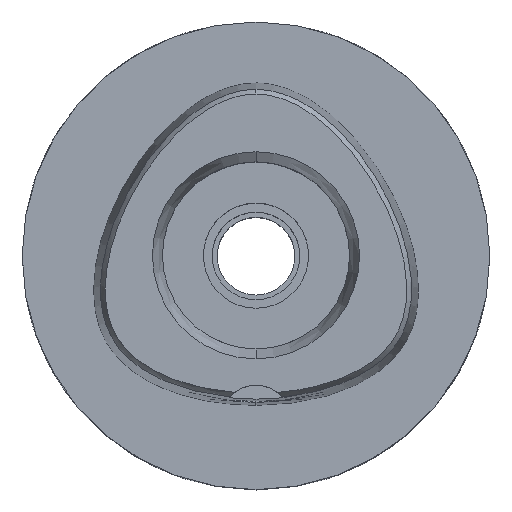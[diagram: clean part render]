
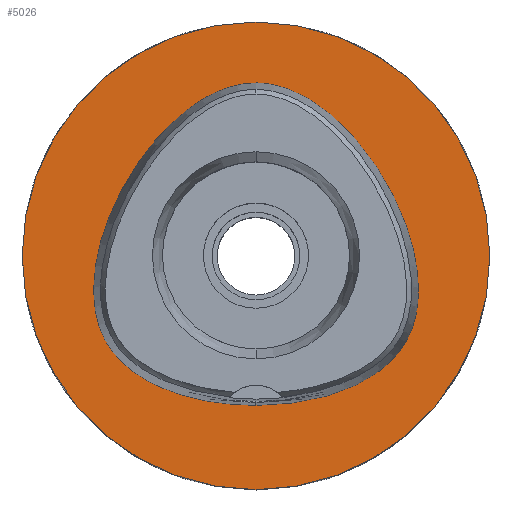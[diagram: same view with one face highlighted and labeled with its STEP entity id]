
A CAD part, top view. The second image highlights one B-rep face of the part: STEP entity #5026.
In plain terms, the highlighted planar face has unit normal (0, 0, 1).
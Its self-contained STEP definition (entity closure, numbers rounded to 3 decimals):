
#193 = CARTESIAN_POINT ( 'NONE',  ( -3.149, 29.34, 0. ) ) ;
#202 = CARTESIAN_POINT ( 'NONE',  ( 17.753, 19.522, 0. ) ) ;
#217 = CARTESIAN_POINT ( 'NONE',  ( -27.537, -1.766, 0. ) ) ;
#255 = CARTESIAN_POINT ( 'NONE',  ( 0., 0., 0. ) ) ;
#265 = CIRCLE ( 'NONE', #2786, 40. ) ;
#385 = CARTESIAN_POINT ( 'NONE',  ( 0., 40., 0. ) ) ;
#413 = DIRECTION ( 'NONE',  ( 0., 0., -1. ) ) ;
#467 = CARTESIAN_POINT ( 'NONE',  ( 0., 29.575, 0. ) ) ;
#539 = CARTESIAN_POINT ( 'NONE',  ( 0., -25.575, 0. ) ) ;
#585 = ORIENTED_EDGE ( 'NONE', *, *, #3513, .F. ) ;
#588 = CARTESIAN_POINT ( 'NONE',  ( -27.855, -5.338, 0. ) ) ;
#596 = DIRECTION ( 'NONE',  ( 0., -1., 0. ) ) ;
#600 = CARTESIAN_POINT ( 'NONE',  ( 21.421, -19.599, 0. ) ) ;
#637 = CARTESIAN_POINT ( 'NONE',  ( -24.775, -16.122, 0. ) ) ;
#646 = CARTESIAN_POINT ( 'NONE',  ( 27.684, -8.752, 0. ) ) ;
#1016 = CARTESIAN_POINT ( 'NONE',  ( 25.209, 6.827, 0. ) ) ;
#1043 = CARTESIAN_POINT ( 'NONE',  ( 13.218, 24.044, 0. ) ) ;
#1062 = CARTESIAN_POINT ( 'NONE',  ( -15.298, -22.965, 0. ) ) ;
#1096 = DIRECTION ( 'NONE',  ( 0., 1., 0. ) ) ;
#1112 = EDGE_CURVE ( 'NONE', #4917, #1495, #4156, .T. ) ;
#1125 = CARTESIAN_POINT ( 'NONE',  ( 26.772, 1.9, 0. ) ) ;
#1253 = AXIS2_PLACEMENT_3D ( 'NONE', #2956, #2096, #596 ) ;
#1358 = FACE_OUTER_BOUND ( 'NONE', #3877, .T. ) ;
#1373 = EDGE_CURVE ( 'NONE', #1495, #4917, #1812, .T. ) ;
#1376 = CARTESIAN_POINT ( 'NONE',  ( -9.305, 26.792, 0. ) ) ;
#1394 = EDGE_CURVE ( 'NONE', #3714, #1988, #265, .T. ) ;
#1401 = CARTESIAN_POINT ( 'NONE',  ( 0., 0., 0. ) ) ;
#1427 = CARTESIAN_POINT ( 'NONE',  ( -13.218, 24.044, 0. ) ) ;
#1435 = CARTESIAN_POINT ( 'NONE',  ( 15.298, -22.965, 0. ) ) ;
#1452 = CARTESIAN_POINT ( 'NONE',  ( -6.692, -25.245, 0. ) ) ;
#1462 = CARTESIAN_POINT ( 'NONE',  ( 3.149, 29.34, 0. ) ) ;
#1495 = VERTEX_POINT ( 'NONE', #539 ) ;
#1611 = CIRCLE ( 'NONE', #5060, 40. ) ;
#1764 = CARTESIAN_POINT ( 'NONE',  ( -23.433, -17.764, 0. ) ) ;
#1791 = CARTESIAN_POINT ( 'NONE',  ( -22.339, 12.897, 0. ) ) ;
#1800 = CARTESIAN_POINT ( 'NONE',  ( 9.305, 26.792, 0. ) ) ;
#1812 = B_SPLINE_CURVE_WITH_KNOTS ( 'NONE', 3,
 ( #1916, #3441, #3801, #4253, #1435, #5076, #600, #4614, #5021, #4970, #3118, #4697, #646, #4204, #2207, #1125, #1016, #2730, #202, #1043, #1800, #2648, #1462, #2671, #4228 ),
 .UNSPECIFIED., .F., .F.,
 ( 4, 1, 1, 1, 1, 1, 1, 1, 1, 1, 1, 1, 1, 1, 1, 1, 1, 1, 1, 1, 1, 1, 4 ),
 ( 0., 0.083, 0.125, 0.167, 0.208, 0.25, 0.292, 0.313, 0.333, 0.354, 0.375, 0.417, 0.458, 0.5, 0.542, 0.583, 0.667, 0.75, 0.833, 0.875, 0.917, 0.958, 1. ),
 .UNSPECIFIED. ) ;
#1853 = CARTESIAN_POINT ( 'NONE',  ( 0., -40., 0. ) ) ;
#1916 = CARTESIAN_POINT ( 'NONE',  ( 0., -25.575, 0. ) ) ;
#1948 = DIRECTION ( 'NONE',  ( 0., -1., 0. ) ) ;
#1988 = VERTEX_POINT ( 'NONE', #385 ) ;
#2096 = DIRECTION ( 'NONE',  ( 0., 0., -1. ) ) ;
#2185 = ORIENTED_EDGE ( 'NONE', *, *, #1112, .F. ) ;
#2207 = CARTESIAN_POINT ( 'NONE',  ( 27.537, -1.766, 0. ) ) ;
#2274 = CARTESIAN_POINT ( 'NONE',  ( -6.262, 28.351, 0. ) ) ;
#2588 = CARTESIAN_POINT ( 'NONE',  ( -1.05, 29.575, 0. ) ) ;
#2641 = CARTESIAN_POINT ( 'NONE',  ( -27.684, -8.752, 0. ) ) ;
#2648 = CARTESIAN_POINT ( 'NONE',  ( 6.262, 28.351, 0. ) ) ;
#2662 = CARTESIAN_POINT ( 'NONE',  ( -11.74, -24.136, 0. ) ) ;
#2671 = CARTESIAN_POINT ( 'NONE',  ( 1.05, 29.575, 0. ) ) ;
#2730 = CARTESIAN_POINT ( 'NONE',  ( 22.339, 12.897, 0. ) ) ;
#2786 = AXIS2_PLACEMENT_3D ( 'NONE', #255, #413, #1948 ) ;
#2956 = CARTESIAN_POINT ( 'NONE',  ( 0., 0., 0. ) ) ;
#2976 = DIRECTION ( 'NONE',  ( 0., 0., -1. ) ) ;
#2997 = CARTESIAN_POINT ( 'NONE',  ( 0., -25.575, 0. ) ) ;
#3049 = CARTESIAN_POINT ( 'NONE',  ( -25.209, 6.827, 0. ) ) ;
#3061 = EDGE_LOOP ( 'NONE', ( #2185, #5146 ) ) ;
#3118 = CARTESIAN_POINT ( 'NONE',  ( 26.349, -13.395, 0. ) ) ;
#3292 = PLANE ( 'NONE',  #1253 ) ;
#3303 = ORIENTED_EDGE ( 'NONE', *, *, #1394, .F. ) ;
#3359 = FACE_BOUND ( 'NONE', #3061, .T. ) ;
#3376 = CARTESIAN_POINT ( 'NONE',  ( -18.55, -21.454, 0. ) ) ;
#3401 = CARTESIAN_POINT ( 'NONE',  ( -21.421, -19.599, 0. ) ) ;
#3441 = CARTESIAN_POINT ( 'NONE',  ( 2.677, -25.575, 0. ) ) ;
#3456 = CARTESIAN_POINT ( 'NONE',  ( -2.677, -25.575, 0. ) ) ;
#3513 = EDGE_CURVE ( 'NONE', #1988, #3714, #1611, .T. ) ;
#3714 = VERTEX_POINT ( 'NONE', #1853 ) ;
#3801 = CARTESIAN_POINT ( 'NONE',  ( 6.692, -25.245, 0. ) ) ;
#3854 = CARTESIAN_POINT ( 'NONE',  ( -26.349, -13.395, 0. ) ) ;
#3877 = EDGE_LOOP ( 'NONE', ( #585, #3303 ) ) ;
#4141 = CARTESIAN_POINT ( 'NONE',  ( -25.638, -14.802, 0. ) ) ;
#4156 = B_SPLINE_CURVE_WITH_KNOTS ( 'NONE', 3,
 ( #4580, #2588, #193, #2274, #1376, #1427, #4167, #1791, #3049, #4629, #217, #588, #2641, #4959, #3854, #4141, #637, #1764, #3401, #3376, #1062, #2662, #1452, #3456, #2997 ),
 .UNSPECIFIED., .F., .F.,
 ( 4, 1, 1, 1, 1, 1, 1, 1, 1, 1, 1, 1, 1, 1, 1, 1, 1, 1, 1, 1, 1, 1, 4 ),
 ( 0., 0.042, 0.083, 0.125, 0.167, 0.25, 0.333, 0.417, 0.458, 0.5, 0.542, 0.583, 0.625, 0.646, 0.667, 0.688, 0.708, 0.75, 0.792, 0.833, 0.875, 0.917, 1. ),
 .UNSPECIFIED. ) ;
#4167 = CARTESIAN_POINT ( 'NONE',  ( -17.753, 19.522, 0. ) ) ;
#4204 = CARTESIAN_POINT ( 'NONE',  ( 27.855, -5.338, 0. ) ) ;
#4228 = CARTESIAN_POINT ( 'NONE',  ( 0., 29.575, 0. ) ) ;
#4253 = CARTESIAN_POINT ( 'NONE',  ( 11.74, -24.136, 0. ) ) ;
#4580 = CARTESIAN_POINT ( 'NONE',  ( 0., 29.575, 0. ) ) ;
#4614 = CARTESIAN_POINT ( 'NONE',  ( 23.433, -17.764, 0. ) ) ;
#4629 = CARTESIAN_POINT ( 'NONE',  ( -26.772, 1.9, 0. ) ) ;
#4697 = CARTESIAN_POINT ( 'NONE',  ( 27.101, -11.411, 0. ) ) ;
#4917 = VERTEX_POINT ( 'NONE', #467 ) ;
#4959 = CARTESIAN_POINT ( 'NONE',  ( -27.101, -11.411, 0. ) ) ;
#4970 = CARTESIAN_POINT ( 'NONE',  ( 25.638, -14.802, 0. ) ) ;
#5021 = CARTESIAN_POINT ( 'NONE',  ( 24.775, -16.122, 0. ) ) ;
#5026 = ADVANCED_FACE ( 'NONE', ( #1358, #3359 ), #3292, .F. ) ;
#5060 = AXIS2_PLACEMENT_3D ( 'NONE', #1401, #2976, #1096 ) ;
#5076 = CARTESIAN_POINT ( 'NONE',  ( 18.55, -21.454, 0. ) ) ;
#5146 = ORIENTED_EDGE ( 'NONE', *, *, #1373, .F. ) ;
